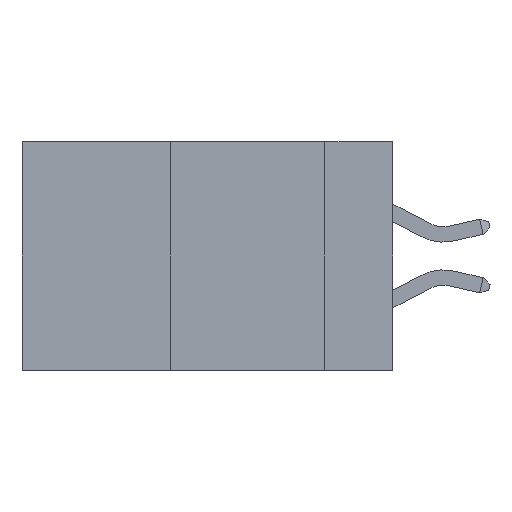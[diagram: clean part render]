
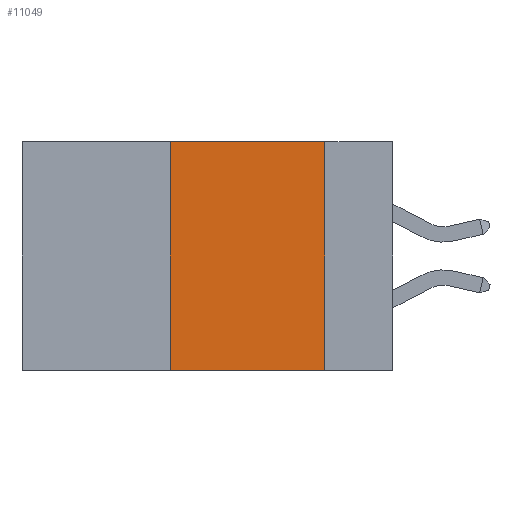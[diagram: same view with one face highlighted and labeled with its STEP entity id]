
A CAD part, left-side view. The second image highlights one B-rep face of the part: STEP entity #11049.
In plain terms, the highlighted planar face has unit normal (-1, 0, 0).
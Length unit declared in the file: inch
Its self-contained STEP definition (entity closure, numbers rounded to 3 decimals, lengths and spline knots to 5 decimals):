
#1768 = DIRECTION ( 'NONE',  ( 0., -1., 0. ) ) ;
#1841 = CARTESIAN_POINT ( 'NONE',  ( 0., 0.11, -0.37 ) ) ;
#2357 = CARTESIAN_POINT ( 'NONE',  ( 0., 0.11, 0. ) ) ;
#2456 = ORIENTED_EDGE ( 'NONE', *, *, #19382, .F. ) ;
#2969 = ORIENTED_EDGE ( 'NONE', *, *, #19722, .F. ) ;
#3470 = VERTEX_POINT ( 'NONE', #7922 ) ;
#5367 = AXIS2_PLACEMENT_3D ( 'NONE', #11868, #26645, #15873 ) ;
#7330 = FACE_OUTER_BOUND ( 'NONE', #23884, .T. ) ;
#7922 = CARTESIAN_POINT ( 'NONE',  ( 0., 0.11, 0. ) ) ;
#8030 = VERTEX_POINT ( 'NONE', #1841 ) ;
#9078 = ORIENTED_EDGE ( 'NONE', *, *, #13572, .T. ) ;
#9829 = VECTOR ( 'NONE', #24987, 39.37008 ) ;
#10380 = VERTEX_POINT ( 'NONE', #24927 ) ;
#11049 = ADVANCED_FACE ( 'NONE', ( #7330 ), #24710, .F. ) ;
#11868 = CARTESIAN_POINT ( 'NONE',  ( 0., 0.6, 0. ) ) ;
#13278 = VECTOR ( 'NONE', #1768, 39.37008 ) ;
#13572 = EDGE_CURVE ( 'NONE', #13621, #8030, #14425, .T. ) ;
#13621 = VERTEX_POINT ( 'NONE', #19168 ) ;
#14341 = CARTESIAN_POINT ( 'NONE',  ( 0., 0.6, -0.37 ) ) ;
#14425 = LINE ( 'NONE', #14341, #16736 ) ;
#15238 = DIRECTION ( 'NONE',  ( 0., -1., 0. ) ) ;
#15873 = DIRECTION ( 'NONE',  ( 0., 0., -1. ) ) ;
#16510 = LINE ( 'NONE', #2357, #23469 ) ;
#16736 = VECTOR ( 'NONE', #15238, 39.37008 ) ;
#18015 = DIRECTION ( 'NONE',  ( 0., 0., -1. ) ) ;
#19168 = CARTESIAN_POINT ( 'NONE',  ( 0., 0.36, -0.37 ) ) ;
#19382 = EDGE_CURVE ( 'NONE', #3470, #8030, #16510, .T. ) ;
#19664 = LINE ( 'NONE', #25012, #13278 ) ;
#19722 = EDGE_CURVE ( 'NONE', #13621, #10380, #21183, .T. ) ;
#21183 = LINE ( 'NONE', #22202, #9829 ) ;
#22202 = CARTESIAN_POINT ( 'NONE',  ( 0., 0.36, 0. ) ) ;
#23469 = VECTOR ( 'NONE', #18015, 39.37008 ) ;
#23884 = EDGE_LOOP ( 'NONE', ( #2456, #27005, #2969, #9078 ) ) ;
#24710 = PLANE ( 'NONE',  #5367 ) ;
#24927 = CARTESIAN_POINT ( 'NONE',  ( 0., 0.36, 0. ) ) ;
#24987 = DIRECTION ( 'NONE',  ( 0., 0., 1. ) ) ;
#25012 = CARTESIAN_POINT ( 'NONE',  ( 0., 0.6, 0. ) ) ;
#26227 = EDGE_CURVE ( 'NONE', #10380, #3470, #19664, .T. ) ;
#26645 = DIRECTION ( 'NONE',  ( 1., 0., 0. ) ) ;
#27005 = ORIENTED_EDGE ( 'NONE', *, *, #26227, .F. ) ;
